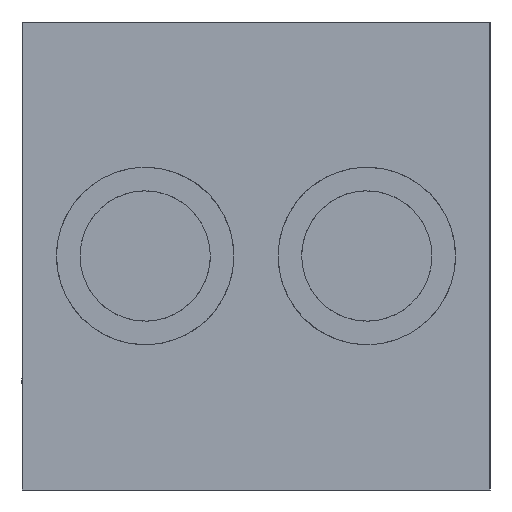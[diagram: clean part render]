
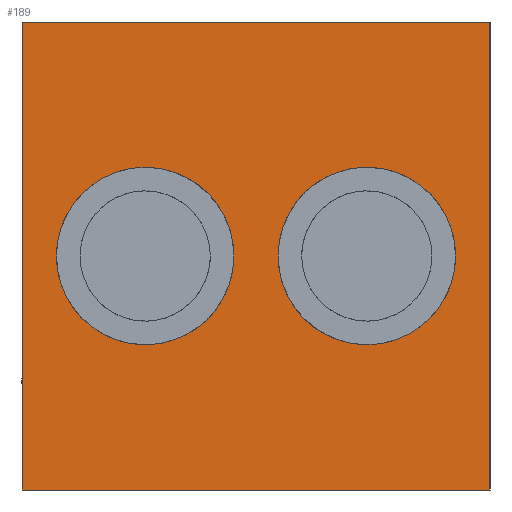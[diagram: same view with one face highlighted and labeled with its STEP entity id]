
A CAD part, left-side view. The second image highlights one B-rep face of the part: STEP entity #189.
In plain terms, the highlighted planar face has unit normal (-1, 0, 0).
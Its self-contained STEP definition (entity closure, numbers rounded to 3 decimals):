
#95=FACE_BOUND($,#1241,.T.);
#96=FACE_BOUND($,#1242,.T.);
#189=ADVANCED_FACE($,(#679,#95,#96),#6296,.T.);
#679=FACE_OUTER_BOUND($,#1240,.T.);
#1240=EDGE_LOOP($,(#1993,#1994,#1995,#1996));
#1241=EDGE_LOOP($,(#1997,#1998));
#1242=EDGE_LOOP($,(#1999,#2000));
#1993=ORIENTED_EDGE($,*,*,#4379,.T.);
#1994=ORIENTED_EDGE($,*,*,#4236,.F.);
#1995=ORIENTED_EDGE($,*,*,#4387,.F.);
#1996=ORIENTED_EDGE($,*,*,#4373,.T.);
#1997=ORIENTED_EDGE($,*,*,#4389,.F.);
#1998=ORIENTED_EDGE($,*,*,#4388,.F.);
#1999=ORIENTED_EDGE($,*,*,#4390,.F.);
#2000=ORIENTED_EDGE($,*,*,#4391,.F.);
#4236=EDGE_CURVE($,#5442,#5439,#7612,.T.);
#4373=EDGE_CURVE($,#5577,#5574,#7617,.T.);
#4379=EDGE_CURVE($,#5574,#5439,#7619,.T.);
#4387=EDGE_CURVE($,#5577,#5442,#7621,.T.);
#4388=EDGE_CURVE($,#5588,#5589,#6936,.T.);
#4389=EDGE_CURVE($,#5589,#5588,#6937,.T.);
#4390=EDGE_CURVE($,#5590,#5591,#6938,.T.);
#4391=EDGE_CURVE($,#5591,#5590,#6939,.T.);
#5439=VERTEX_POINT($,#16097);
#5442=VERTEX_POINT($,#16100);
#5574=VERTEX_POINT($,#16232);
#5577=VERTEX_POINT($,#16235);
#5588=VERTEX_POINT($,#16246);
#5589=VERTEX_POINT($,#16247);
#5590=VERTEX_POINT($,#16248);
#5591=VERTEX_POINT($,#16249);
#6296=PLANE($,#8014);
#6936=(
BOUNDED_CURVE()
B_SPLINE_CURVE(2,(#9042,#9043,#9044,#9045,#9046),.UNSPECIFIED.,.F.,.F.)
B_SPLINE_CURVE_WITH_KNOTS((3,2,3),(-56.549,-28.274,0.),
.UNSPECIFIED.)
CURVE()
GEOMETRIC_REPRESENTATION_ITEM()
RATIONAL_B_SPLINE_CURVE((1.,0.707,1.,0.707,1.))
REPRESENTATION_ITEM($)
);
#6937=(
BOUNDED_CURVE()
B_SPLINE_CURVE(2,(#9047,#9048,#9049,#9050,#9051),.UNSPECIFIED.,.F.,.F.)
B_SPLINE_CURVE_WITH_KNOTS((3,2,3),(-113.097,-84.823,-56.549),
.UNSPECIFIED.)
CURVE()
GEOMETRIC_REPRESENTATION_ITEM()
RATIONAL_B_SPLINE_CURVE((1.,0.707,1.,0.707,1.))
REPRESENTATION_ITEM($)
);
#6938=(
BOUNDED_CURVE()
B_SPLINE_CURVE(2,(#9052,#9053,#9054,#9055,#9056),.UNSPECIFIED.,.F.,.F.)
B_SPLINE_CURVE_WITH_KNOTS((3,2,3),(-56.549,-28.274,0.),
.UNSPECIFIED.)
CURVE()
GEOMETRIC_REPRESENTATION_ITEM()
RATIONAL_B_SPLINE_CURVE((1.,0.707,1.,0.707,1.))
REPRESENTATION_ITEM($)
);
#6939=(
BOUNDED_CURVE()
B_SPLINE_CURVE(2,(#9057,#9058,#9059,#9060,#9061),.UNSPECIFIED.,.F.,.F.)
B_SPLINE_CURVE_WITH_KNOTS((3,2,3),(-113.097,-84.823,-56.549),
.UNSPECIFIED.)
CURVE()
GEOMETRIC_REPRESENTATION_ITEM()
RATIONAL_B_SPLINE_CURVE((1.,0.707,1.,0.707,1.))
REPRESENTATION_ITEM($)
);
#7612=B_SPLINE_CURVE_WITH_KNOTS($,1,(#8320,#8321),.UNSPECIFIED.,.F.,.F.,
(2,2),(-47.5,47.5),.UNSPECIFIED.);
#7617=B_SPLINE_CURVE_WITH_KNOTS($,1,(#8990,#8991),.UNSPECIFIED.,.F.,.F.,
(2,2),(-47.5,47.5),.UNSPECIFIED.);
#7619=B_SPLINE_CURVE_WITH_KNOTS($,1,(#9014,#9015),.UNSPECIFIED.,.F.,.F.,
(2,2),(-47.5,47.5),.UNSPECIFIED.);
#7621=B_SPLINE_CURVE_WITH_KNOTS($,1,(#9040,#9041),.UNSPECIFIED.,.F.,.F.,
(2,2),(-47.5,47.5),.UNSPECIFIED.);
#8014=AXIS2_PLACEMENT_3D($,#12318,#8135,$);
#8135=DIRECTION($,(-1.,0.,0.));
#8320=CARTESIAN_POINT($,(1040.,95.,140.));
#8321=CARTESIAN_POINT($,(1040.,0.,140.));
#8990=CARTESIAN_POINT($,(1040.,95.,45.));
#8991=CARTESIAN_POINT($,(1040.,0.,45.));
#9014=CARTESIAN_POINT($,(1040.,0.,45.));
#9015=CARTESIAN_POINT($,(1040.,0.,140.));
#9040=CARTESIAN_POINT($,(1040.,95.,45.));
#9041=CARTESIAN_POINT($,(1040.,95.,140.));
#9042=CARTESIAN_POINT($,(1040.,52.,92.5));
#9043=CARTESIAN_POINT($,(1040.,52.,110.5));
#9044=CARTESIAN_POINT($,(1040.,70.,110.5));
#9045=CARTESIAN_POINT($,(1040.,88.,110.5));
#9046=CARTESIAN_POINT($,(1040.,88.,92.5));
#9047=CARTESIAN_POINT($,(1040.,88.,92.5));
#9048=CARTESIAN_POINT($,(1040.,88.,74.5));
#9049=CARTESIAN_POINT($,(1040.,70.,74.5));
#9050=CARTESIAN_POINT($,(1040.,52.,74.5));
#9051=CARTESIAN_POINT($,(1040.,52.,92.5));
#9052=CARTESIAN_POINT($,(1040.,7.,92.5));
#9053=CARTESIAN_POINT($,(1040.,7.,110.5));
#9054=CARTESIAN_POINT($,(1040.,25.,110.5));
#9055=CARTESIAN_POINT($,(1040.,43.,110.5));
#9056=CARTESIAN_POINT($,(1040.,43.,92.5));
#9057=CARTESIAN_POINT($,(1040.,43.,92.5));
#9058=CARTESIAN_POINT($,(1040.,43.,74.5));
#9059=CARTESIAN_POINT($,(1040.,25.,74.5));
#9060=CARTESIAN_POINT($,(1040.,7.,74.5));
#9061=CARTESIAN_POINT($,(1040.,7.,92.5));
#12318=CARTESIAN_POINT($,(1040.,0.,45.));
#16097=CARTESIAN_POINT($,(1040.,0.,140.));
#16100=CARTESIAN_POINT($,(1040.,95.,140.));
#16232=CARTESIAN_POINT($,(1040.,0.,45.));
#16235=CARTESIAN_POINT($,(1040.,95.,45.));
#16246=CARTESIAN_POINT($,(1040.,52.,92.5));
#16247=CARTESIAN_POINT($,(1040.,88.,92.5));
#16248=CARTESIAN_POINT($,(1040.,7.,92.5));
#16249=CARTESIAN_POINT($,(1040.,43.,92.5));
